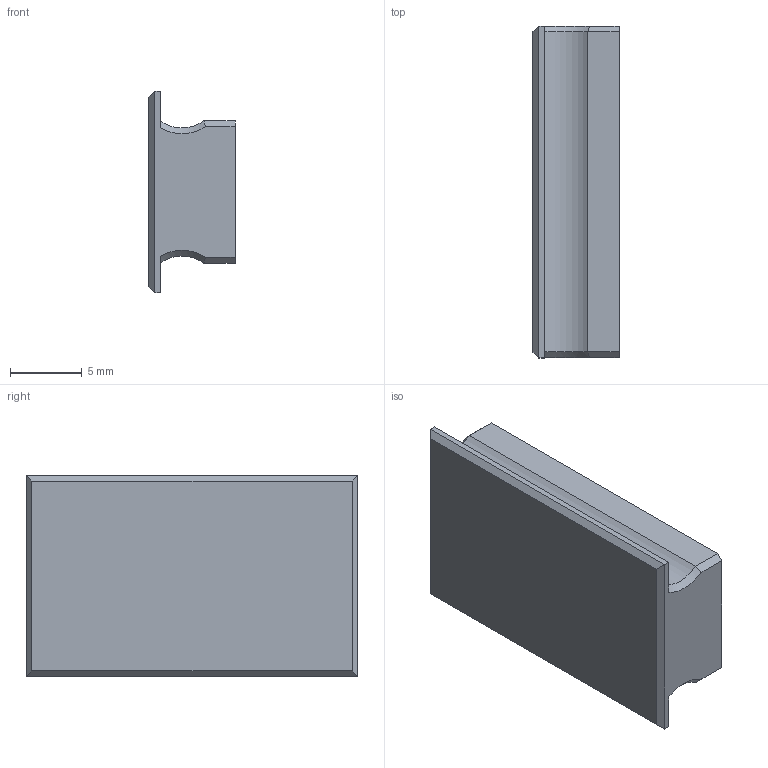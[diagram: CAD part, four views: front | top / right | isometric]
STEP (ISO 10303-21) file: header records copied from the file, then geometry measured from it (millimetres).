
FILE_DESCRIPTION(/* description */ (''),/* implementation_level */ '2;1');
FILE_NAME(/* name */ 'Cover_Blank.step',/* time_stamp */ '2023-11-28T08:20:38+01:00',/* author */ (''),/* organization */ (''),/* preprocessor_version */ 'ST-DEVELOPER v20',/* originating_system */ 'Autodesk Translation Framework v12.14.0.127',/* authorisation */ '');
FILE_SCHEMA (('AUTOMOTIVE_DESIGN { 1 0 10303 214 3 1 1 }'));
Length unit declared in the file: millimetre
Products named in the file (2): Gate Led Holder; 2 color cover logo
Assembly tree (1 placements, depth 2):
  Gate Led Holder
    2 color cover logo
Bounding box: 5.98 x 23.05 x 14 mm (x, y, z)
Volume: 1159.9 mm3; surface area: 1122.7 mm2
Topology: 1 solids, 1 shells, 25 faces, 62 edges, 39 vertices
Faces by surface type: plane 18, cone 4, cylinder 2, sphere 1
Entity records: 780 total; most frequent: CARTESIAN_POINT 147, ORIENTED_EDGE 120, DIRECTION 118, EDGE_CURVE 60, LINE 42, VECTOR 42, VERTEX_POINT 39, AXIS2_PLACEMENT_3D 38
